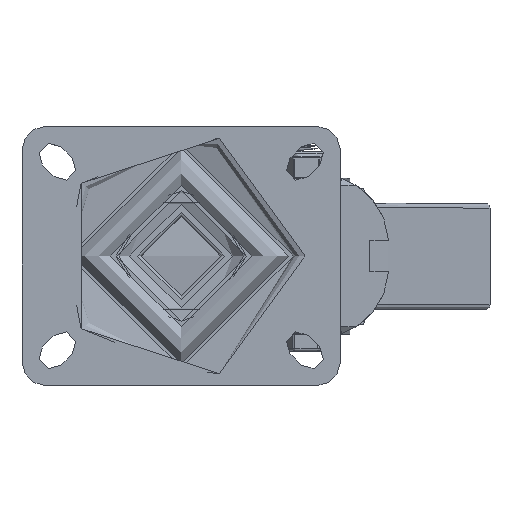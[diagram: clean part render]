
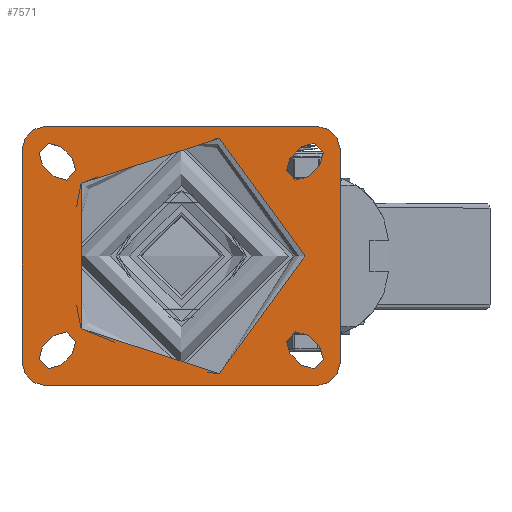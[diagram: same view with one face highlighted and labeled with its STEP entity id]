
A CAD part, top view. The second image highlights one B-rep face of the part: STEP entity #7571.
In plain terms, the highlighted planar face has unit normal (0, 0, 1).
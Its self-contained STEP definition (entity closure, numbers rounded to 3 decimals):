
#393=FACE_BOUND('',#1415,.T.);
#394=FACE_BOUND('',#1416,.T.);
#395=FACE_BOUND('',#1417,.T.);
#396=FACE_BOUND('',#1418,.T.);
#397=FACE_BOUND('',#1419,.T.);
#455=PLANE('',#8231);
#964=FACE_OUTER_BOUND('',#1414,.T.);
#1414=EDGE_LOOP('',(#5298,#5299,#5300,#5301,#5302,#5303,#5304,#5305));
#1415=EDGE_LOOP('',(#5306));
#1416=EDGE_LOOP('',(#5307,#5308,#5309,#5310));
#1417=EDGE_LOOP('',(#5311,#5312,#5313,#5314));
#1418=EDGE_LOOP('',(#5315,#5316,#5317,#5318));
#1419=EDGE_LOOP('',(#5319,#5320,#5321,#5322));
#1908=LINE('',#13594,#2490);
#1909=LINE('',#13595,#2491);
#1910=LINE('',#13596,#2492);
#1911=LINE('',#13597,#2493);
#1912=LINE('',#13598,#2494);
#1913=LINE('',#13599,#2495);
#1914=LINE('',#13600,#2496);
#1915=LINE('',#13601,#2497);
#1916=LINE('',#13602,#2498);
#1917=LINE('',#13603,#2499);
#1918=LINE('',#13604,#2500);
#1919=LINE('',#13605,#2501);
#2490=VECTOR('',#9172,1000.);
#2491=VECTOR('',#9173,1000.);
#2492=VECTOR('',#9174,1000.);
#2493=VECTOR('',#9175,1000.);
#2494=VECTOR('',#9176,1000.);
#2495=VECTOR('',#9177,1000.);
#2496=VECTOR('',#9178,1000.);
#2497=VECTOR('',#9179,1000.);
#2498=VECTOR('',#9180,1000.);
#2499=VECTOR('',#9181,1000.);
#2500=VECTOR('',#9182,1000.);
#2501=VECTOR('',#9183,1000.);
#3043=CIRCLE('',#8143,5.5);
#3044=CIRCLE('',#8145,5.5);
#3047=CIRCLE('',#8149,5.5);
#3048=CIRCLE('',#8151,5.5);
#3051=CIRCLE('',#8155,5.5);
#3052=CIRCLE('',#8157,5.5);
#3055=CIRCLE('',#8161,5.5);
#3056=CIRCLE('',#8163,5.5);
#3062=CIRCLE('',#8172,10.);
#3064=CIRCLE('',#8175,10.);
#3066=CIRCLE('',#8178,10.);
#3068=CIRCLE('',#8181,10.);
#3072=CIRCLE('',#8186,52.494);
#3361=VERTEX_POINT('',#11172);
#3362=VERTEX_POINT('',#11174);
#3363=VERTEX_POINT('',#11178);
#3364=VERTEX_POINT('',#11179);
#3369=VERTEX_POINT('',#11190);
#3370=VERTEX_POINT('',#11192);
#3371=VERTEX_POINT('',#11196);
#3372=VERTEX_POINT('',#11197);
#3377=VERTEX_POINT('',#11208);
#3378=VERTEX_POINT('',#11210);
#3379=VERTEX_POINT('',#11214);
#3380=VERTEX_POINT('',#11215);
#3385=VERTEX_POINT('',#11226);
#3386=VERTEX_POINT('',#11228);
#3387=VERTEX_POINT('',#11232);
#3388=VERTEX_POINT('',#11233);
#3394=VERTEX_POINT('',#11251);
#3395=VERTEX_POINT('',#11252);
#3398=VERTEX_POINT('',#11260);
#3399=VERTEX_POINT('',#11261);
#3402=VERTEX_POINT('',#11269);
#3403=VERTEX_POINT('',#11270);
#3406=VERTEX_POINT('',#11278);
#3407=VERTEX_POINT('',#11279);
#3411=VERTEX_POINT('',#11289);
#4064=EDGE_CURVE('',#3362,#3361,#3043,.T.);
#4066=EDGE_CURVE('',#3363,#3364,#3044,.T.);
#4072=EDGE_CURVE('',#3370,#3369,#3047,.T.);
#4074=EDGE_CURVE('',#3371,#3372,#3048,.T.);
#4080=EDGE_CURVE('',#3378,#3377,#3051,.T.);
#4082=EDGE_CURVE('',#3379,#3380,#3052,.T.);
#4088=EDGE_CURVE('',#3386,#3385,#3055,.T.);
#4090=EDGE_CURVE('',#3387,#3388,#3056,.T.);
#4099=EDGE_CURVE('',#3394,#3395,#3062,.T.);
#4103=EDGE_CURVE('',#3398,#3399,#3064,.T.);
#4107=EDGE_CURVE('',#3402,#3403,#3066,.T.);
#4111=EDGE_CURVE('',#3406,#3407,#3068,.T.);
#4117=EDGE_CURVE('',#3411,#3411,#3072,.T.);
#4152=EDGE_CURVE('',#3403,#3406,#1908,.T.);
#4153=EDGE_CURVE('',#3399,#3402,#1909,.T.);
#4154=EDGE_CURVE('',#3395,#3398,#1910,.T.);
#4155=EDGE_CURVE('',#3407,#3394,#1911,.T.);
#4156=EDGE_CURVE('',#3385,#3387,#1912,.T.);
#4157=EDGE_CURVE('',#3388,#3386,#1913,.T.);
#4158=EDGE_CURVE('',#3377,#3379,#1914,.T.);
#4159=EDGE_CURVE('',#3380,#3378,#1915,.T.);
#4160=EDGE_CURVE('',#3369,#3371,#1916,.T.);
#4161=EDGE_CURVE('',#3372,#3370,#1917,.T.);
#4162=EDGE_CURVE('',#3361,#3363,#1918,.T.);
#4163=EDGE_CURVE('',#3364,#3362,#1919,.T.);
#5298=ORIENTED_EDGE('',*,*,#4111,.F.);
#5299=ORIENTED_EDGE('',*,*,#4152,.F.);
#5300=ORIENTED_EDGE('',*,*,#4107,.F.);
#5301=ORIENTED_EDGE('',*,*,#4153,.F.);
#5302=ORIENTED_EDGE('',*,*,#4103,.F.);
#5303=ORIENTED_EDGE('',*,*,#4154,.F.);
#5304=ORIENTED_EDGE('',*,*,#4099,.F.);
#5305=ORIENTED_EDGE('',*,*,#4155,.F.);
#5306=ORIENTED_EDGE('',*,*,#4117,.F.);
#5307=ORIENTED_EDGE('',*,*,#4156,.T.);
#5308=ORIENTED_EDGE('',*,*,#4090,.T.);
#5309=ORIENTED_EDGE('',*,*,#4157,.T.);
#5310=ORIENTED_EDGE('',*,*,#4088,.T.);
#5311=ORIENTED_EDGE('',*,*,#4158,.T.);
#5312=ORIENTED_EDGE('',*,*,#4082,.T.);
#5313=ORIENTED_EDGE('',*,*,#4159,.T.);
#5314=ORIENTED_EDGE('',*,*,#4080,.T.);
#5315=ORIENTED_EDGE('',*,*,#4160,.T.);
#5316=ORIENTED_EDGE('',*,*,#4074,.T.);
#5317=ORIENTED_EDGE('',*,*,#4161,.T.);
#5318=ORIENTED_EDGE('',*,*,#4072,.T.);
#5319=ORIENTED_EDGE('',*,*,#4162,.T.);
#5320=ORIENTED_EDGE('',*,*,#4066,.T.);
#5321=ORIENTED_EDGE('',*,*,#4163,.T.);
#5322=ORIENTED_EDGE('',*,*,#4064,.T.);
#7571=ADVANCED_FACE('',(#964,#393,#394,#395,#396,#397),#455,.T.);
#8143=AXIS2_PLACEMENT_3D('',#11175,#8965,#8966);
#8145=AXIS2_PLACEMENT_3D('',#11180,#8970,#8971);
#8149=AXIS2_PLACEMENT_3D('',#11193,#8981,#8982);
#8151=AXIS2_PLACEMENT_3D('',#11198,#8986,#8987);
#8155=AXIS2_PLACEMENT_3D('',#11211,#8997,#8998);
#8157=AXIS2_PLACEMENT_3D('',#11216,#9002,#9003);
#8161=AXIS2_PLACEMENT_3D('',#11229,#9013,#9014);
#8163=AXIS2_PLACEMENT_3D('',#11234,#9018,#9019);
#8172=AXIS2_PLACEMENT_3D('',#11253,#9039,#9040);
#8175=AXIS2_PLACEMENT_3D('',#11262,#9047,#9048);
#8178=AXIS2_PLACEMENT_3D('',#11271,#9055,#9056);
#8181=AXIS2_PLACEMENT_3D('',#11280,#9063,#9064);
#8186=AXIS2_PLACEMENT_3D('',#11291,#9075,#9076);
#8231=AXIS2_PLACEMENT_3D('',#13593,#9170,#9171);
#8965=DIRECTION('center_axis',(0.,0.,-1.));
#8966=DIRECTION('ref_axis',(-1.,0.,0.));
#8970=DIRECTION('center_axis',(0.,0.,-1.));
#8971=DIRECTION('ref_axis',(-1.,0.,0.));
#8981=DIRECTION('center_axis',(0.,0.,-1.));
#8982=DIRECTION('ref_axis',(-1.,0.,0.));
#8986=DIRECTION('center_axis',(0.,0.,-1.));
#8987=DIRECTION('ref_axis',(-1.,0.,0.));
#8997=DIRECTION('center_axis',(0.,0.,-1.));
#8998=DIRECTION('ref_axis',(1.,0.,0.));
#9002=DIRECTION('center_axis',(0.,0.,-1.));
#9003=DIRECTION('ref_axis',(1.,0.,0.));
#9013=DIRECTION('center_axis',(0.,0.,-1.));
#9014=DIRECTION('ref_axis',(1.,0.,0.));
#9018=DIRECTION('center_axis',(0.,0.,-1.));
#9019=DIRECTION('ref_axis',(1.,0.,0.));
#9039=DIRECTION('center_axis',(0.,0.,-1.));
#9040=DIRECTION('ref_axis',(-0.707,0.707,0.));
#9047=DIRECTION('center_axis',(0.,0.,-1.));
#9048=DIRECTION('ref_axis',(0.707,0.707,0.));
#9055=DIRECTION('center_axis',(0.,0.,-1.));
#9056=DIRECTION('ref_axis',(0.707,-0.707,0.));
#9063=DIRECTION('center_axis',(0.,0.,-1.));
#9064=DIRECTION('ref_axis',(-0.707,-0.707,0.));
#9075=DIRECTION('center_axis',(0.,0.,1.));
#9076=DIRECTION('ref_axis',(-1.,0.,0.));
#9170=DIRECTION('center_axis',(0.,0.,1.));
#9171=DIRECTION('ref_axis',(1.,0.,0.));
#9172=DIRECTION('',(-1.,0.,0.));
#9173=DIRECTION('',(0.,-1.,0.));
#9174=DIRECTION('',(1.,0.,0.));
#9175=DIRECTION('',(0.,1.,0.));
#9176=DIRECTION('',(0.707,-0.707,0.));
#9177=DIRECTION('',(-0.707,0.707,0.));
#9178=DIRECTION('',(0.707,0.707,0.));
#9179=DIRECTION('',(-0.707,-0.707,0.));
#9180=DIRECTION('',(-0.707,-0.707,0.));
#9181=DIRECTION('',(0.707,0.707,0.));
#9182=DIRECTION('',(-0.707,0.707,0.));
#9183=DIRECTION('',(0.707,-0.707,0.));
#11172=CARTESIAN_POINT('',(51.086,-46.364,0.));
#11174=CARTESIAN_POINT('',(58.864,-38.586,0.));
#11175=CARTESIAN_POINT('Origin',(54.975,-42.475,0.));
#11178=CARTESIAN_POINT('',(46.136,-41.414,0.));
#11179=CARTESIAN_POINT('',(53.914,-33.636,0.));
#11180=CARTESIAN_POINT('Origin',(50.025,-37.525,0.));
#11190=CARTESIAN_POINT('',(58.864,38.586,0.));
#11192=CARTESIAN_POINT('',(51.086,46.364,0.));
#11193=CARTESIAN_POINT('Origin',(54.975,42.475,0.));
#11196=CARTESIAN_POINT('',(53.914,33.636,0.));
#11197=CARTESIAN_POINT('',(46.136,41.414,0.));
#11198=CARTESIAN_POINT('Origin',(50.025,37.525,0.));
#11208=CARTESIAN_POINT('',(-58.864,-38.586,0.));
#11210=CARTESIAN_POINT('',(-51.086,-46.364,0.));
#11211=CARTESIAN_POINT('Origin',(-54.975,-42.475,0.));
#11214=CARTESIAN_POINT('',(-53.914,-33.636,0.));
#11215=CARTESIAN_POINT('',(-46.136,-41.414,0.));
#11216=CARTESIAN_POINT('Origin',(-50.025,-37.525,0.));
#11226=CARTESIAN_POINT('',(-51.086,46.364,0.));
#11228=CARTESIAN_POINT('',(-58.864,38.586,0.));
#11229=CARTESIAN_POINT('Origin',(-54.975,42.475,0.));
#11232=CARTESIAN_POINT('',(-46.136,41.414,0.));
#11233=CARTESIAN_POINT('',(-53.914,33.636,0.));
#11234=CARTESIAN_POINT('Origin',(-50.025,37.525,0.));
#11251=CARTESIAN_POINT('',(-67.5,45.,0.));
#11252=CARTESIAN_POINT('',(-57.5,55.,0.));
#11253=CARTESIAN_POINT('Origin',(-57.5,45.,0.));
#11260=CARTESIAN_POINT('',(57.5,55.,0.));
#11261=CARTESIAN_POINT('',(67.5,45.,0.));
#11262=CARTESIAN_POINT('Origin',(57.5,45.,0.));
#11269=CARTESIAN_POINT('',(67.5,-45.,0.));
#11270=CARTESIAN_POINT('',(57.5,-55.,0.));
#11271=CARTESIAN_POINT('Origin',(57.5,-45.,0.));
#11278=CARTESIAN_POINT('',(-57.5,-55.,0.));
#11279=CARTESIAN_POINT('',(-67.5,-45.,0.));
#11280=CARTESIAN_POINT('Origin',(-57.5,-45.,0.));
#11289=CARTESIAN_POINT('',(52.494,0.,0.));
#11291=CARTESIAN_POINT('Origin',(0.,0.,0.));
#13593=CARTESIAN_POINT('Origin',(0.,0.,0.));
#13594=CARTESIAN_POINT('',(67.5,-55.,0.));
#13595=CARTESIAN_POINT('',(67.5,55.,0.));
#13596=CARTESIAN_POINT('',(-67.5,55.,0.));
#13597=CARTESIAN_POINT('',(-67.5,-55.,0.));
#13598=CARTESIAN_POINT('',(-51.086,46.364,0.));
#13599=CARTESIAN_POINT('',(-58.864,38.586,0.));
#13600=CARTESIAN_POINT('',(-58.864,-38.586,0.));
#13601=CARTESIAN_POINT('',(-51.086,-46.364,0.));
#13602=CARTESIAN_POINT('',(58.864,38.586,0.));
#13603=CARTESIAN_POINT('',(51.086,46.364,0.));
#13604=CARTESIAN_POINT('',(51.086,-46.364,0.));
#13605=CARTESIAN_POINT('',(58.864,-38.586,0.));
